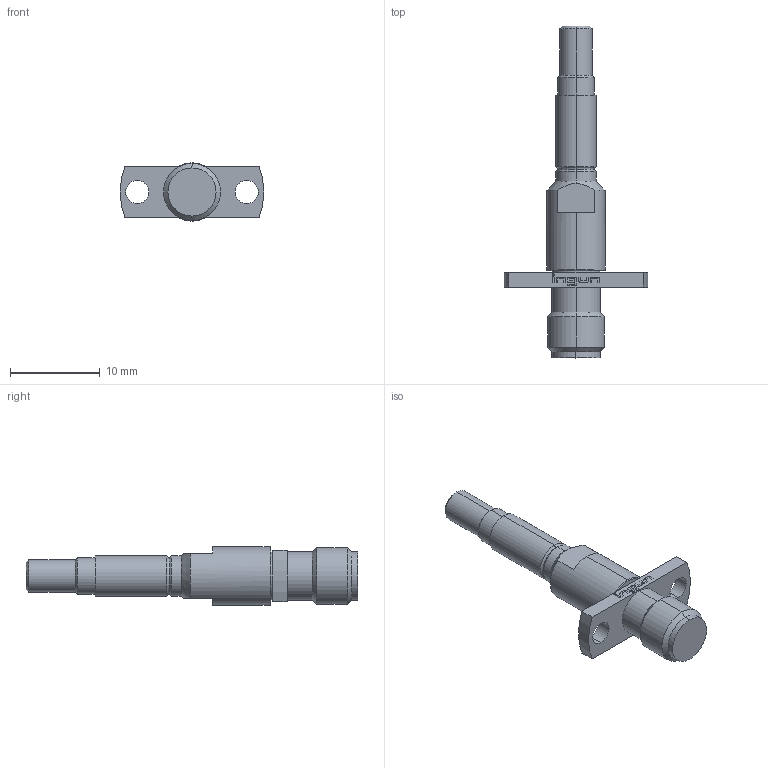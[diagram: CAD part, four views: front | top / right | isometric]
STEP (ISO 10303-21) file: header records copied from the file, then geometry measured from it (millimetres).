
FILE_DESCRIPTION (( 'STEP AP203' ), '1' );
FILE_NAME ('INGUN_HFS-822_303_090_A_xx42_SMPMM.STEP', '2022-05-04T09:37:45', ( 'ochi' ), ( '' ), 'SwSTEP 2.0', 'SolidWorks 2018', '' );
FILE_SCHEMA (( 'CONFIG_CONTROL_DESIGN' ));
Length unit declared in the file: millimetre
Products named in the file (1): INGUN_HFS-822_303_090_A_xx42_SMPMM
Bounding box: 15.96 x 37 x 6.5 mm (x, y, z)
Volume: 879.1 mm3; surface area: 872.9 mm2
Topology: 1 solids, 1 shells, 134 faces, 330 edges, 209 vertices
Faces by surface type: plane 60, cylinder 54, cone 16, torus 4
Entity records: 4051 total; most frequent: DIRECTION 716, CARTESIAN_POINT 704, ORIENTED_EDGE 656, EDGE_CURVE 328, AXIS2_PLACEMENT_3D 257, VERTEX_POINT 209, LINE 202, VECTOR 202
